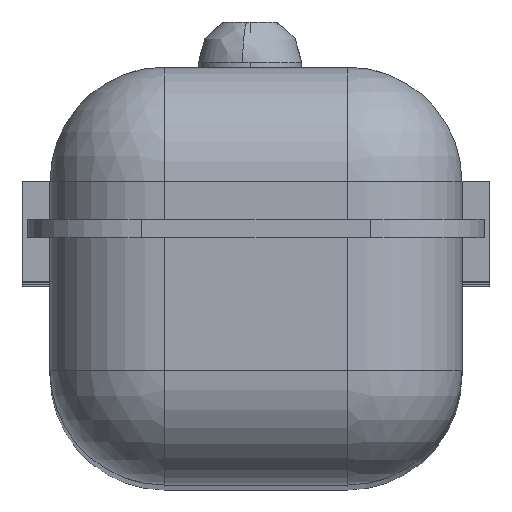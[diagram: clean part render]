
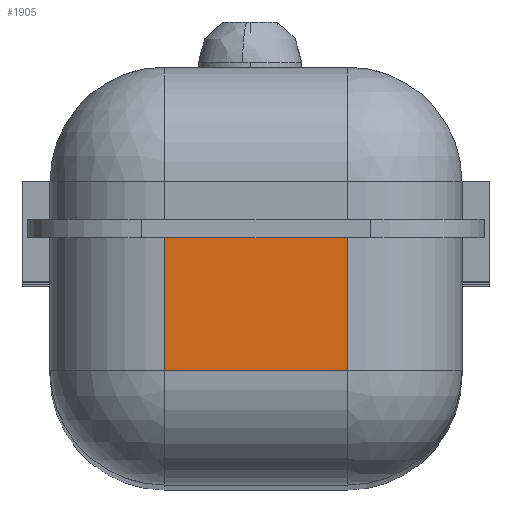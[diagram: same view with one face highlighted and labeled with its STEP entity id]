
A CAD part, top view. The second image highlights one B-rep face of the part: STEP entity #1905.
In plain terms, the highlighted planar face has unit normal (0, 0, 1).
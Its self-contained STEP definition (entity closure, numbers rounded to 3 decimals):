
#1142 = VERTEX_POINT ( 'NONE', #1971 ) ;
#1176 = LINE ( 'NONE', #2330, #4490 ) ;
#1189 = VECTOR ( 'NONE', #2024, 1000. ) ;
#1294 = EDGE_CURVE ( 'NONE', #1611, #1142, #4512, .T. ) ;
#1395 = LINE ( 'NONE', #7307, #1189 ) ;
#1539 = PLANE ( 'NONE',  #3531 ) ;
#1550 = CARTESIAN_POINT ( 'NONE',  ( -15.878, 0., 0. ) ) ;
#1553 = ORIENTED_EDGE ( 'NONE', *, *, #1294, .T. ) ;
#1611 = VERTEX_POINT ( 'NONE', #6522 ) ;
#1905 = ADVANCED_FACE ( 'NONE', ( #3870 ), #1539, .T. ) ;
#1971 = CARTESIAN_POINT ( 'NONE',  ( 24.122, 36.565, 0. ) ) ;
#2024 = DIRECTION ( 'NONE',  ( -1., 0., 0. ) ) ;
#2083 = CARTESIAN_POINT ( 'NONE',  ( 24.122, 0., 0. ) ) ;
#2330 = CARTESIAN_POINT ( 'NONE',  ( 0., 6.565, 0. ) ) ;
#2915 = CARTESIAN_POINT ( 'NONE',  ( -15.878, 6.565, 0. ) ) ;
#2916 = DIRECTION ( 'NONE',  ( 0., 0., 1. ) ) ;
#3361 = EDGE_CURVE ( 'NONE', #7115, #5226, #7738, .T. ) ;
#3531 = AXIS2_PLACEMENT_3D ( 'NONE', #6865, #2916, #7516 ) ;
#3870 = FACE_OUTER_BOUND ( 'NONE', #5488, .T. ) ;
#4103 = DIRECTION ( 'NONE',  ( 0., 1., 0. ) ) ;
#4236 = VECTOR ( 'NONE', #6186, 1000. ) ;
#4490 = VECTOR ( 'NONE', #5608, 1000. ) ;
#4512 = LINE ( 'NONE', #2083, #7810 ) ;
#5226 = VERTEX_POINT ( 'NONE', #2915 ) ;
#5488 = EDGE_LOOP ( 'NONE', ( #5533, #1553, #6808, #6692 ) ) ;
#5533 = ORIENTED_EDGE ( 'NONE', *, *, #7813, .T. ) ;
#5608 = DIRECTION ( 'NONE',  ( 1., 0., 0. ) ) ;
#6186 = DIRECTION ( 'NONE',  ( 0., -1., 0. ) ) ;
#6522 = CARTESIAN_POINT ( 'NONE',  ( 24.122, 6.565, 0. ) ) ;
#6692 = ORIENTED_EDGE ( 'NONE', *, *, #3361, .T. ) ;
#6808 = ORIENTED_EDGE ( 'NONE', *, *, #7507, .T. ) ;
#6865 = CARTESIAN_POINT ( 'NONE',  ( 0., 0., 0. ) ) ;
#7115 = VERTEX_POINT ( 'NONE', #7533 ) ;
#7307 = CARTESIAN_POINT ( 'NONE',  ( -40.878, 36.565, 0. ) ) ;
#7507 = EDGE_CURVE ( 'NONE', #1142, #7115, #1395, .T. ) ;
#7516 = DIRECTION ( 'NONE',  ( 1., 0., 0. ) ) ;
#7533 = CARTESIAN_POINT ( 'NONE',  ( -15.878, 36.565, 0. ) ) ;
#7738 = LINE ( 'NONE', #1550, #4236 ) ;
#7810 = VECTOR ( 'NONE', #4103, 1000. ) ;
#7813 = EDGE_CURVE ( 'NONE', #5226, #1611, #1176, .T. ) ;
